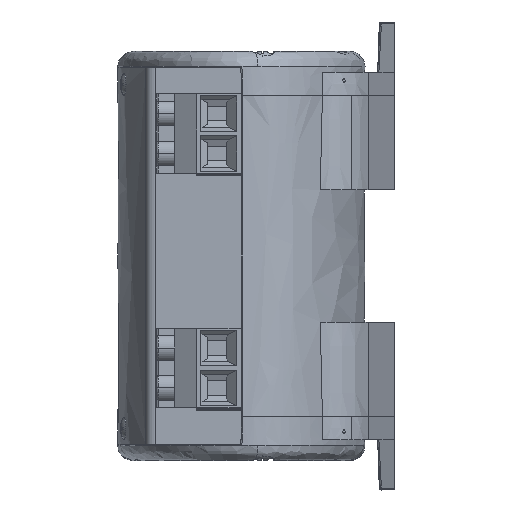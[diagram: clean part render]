
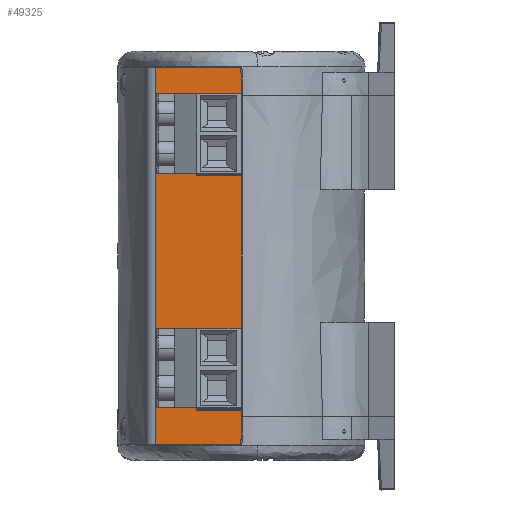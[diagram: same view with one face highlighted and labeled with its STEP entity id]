
A CAD part, left-side view. The second image highlights one B-rep face of the part: STEP entity #49325.
In plain terms, the highlighted planar face has unit normal (-1, 0.026, 0).
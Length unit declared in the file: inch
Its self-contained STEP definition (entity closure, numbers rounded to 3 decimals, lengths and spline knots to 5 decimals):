
#828 = LINE ( 'NONE', #95475, #99892 ) ;
#1172 = ORIENTED_EDGE ( 'NONE', *, *, #22703, .F. ) ;
#12711 = CARTESIAN_POINT ( 'NONE',  ( -1.46517, -0.05384, 1.77126 ) ) ;
#17447 = VERTEX_POINT ( 'NONE', #110400 ) ;
#22703 = EDGE_CURVE ( 'NONE', #68918, #109341, #61516, .T. ) ;
#26885 = VECTOR ( 'NONE', #72276, 39.37008 ) ;
#28554 = EDGE_CURVE ( 'NONE', #51244, #68918, #828, .T. ) ;
#31785 = LINE ( 'NONE', #12711, #113540 ) ;
#33749 = PLANE ( 'NONE',  #106784 ) ;
#34977 = CARTESIAN_POINT ( 'NONE',  ( -1.46517, -0.05384, -1.77126 ) ) ;
#35607 = FACE_OUTER_BOUND ( 'NONE', #70665, .T. ) ;
#40559 = ORIENTED_EDGE ( 'NONE', *, *, #106166, .T. ) ;
#40876 = VECTOR ( 'NONE', #77265, 39.37008 ) ;
#43580 = ORIENTED_EDGE ( 'NONE', *, *, #104164, .T. ) ;
#49325 = ADVANCED_FACE ( 'NONE', ( #35607 ), #33749, .F. ) ;
#51244 = VERTEX_POINT ( 'NONE', #85831 ) ;
#51423 = DIRECTION ( 'NONE',  ( 0.026, 1., 0. ) ) ;
#61516 = LINE ( 'NONE', #109779, #26885 ) ;
#62665 = CARTESIAN_POINT ( 'NONE',  ( -1.46517, -0.05384, -1.77126 ) ) ;
#63536 = DIRECTION ( 'NONE',  ( 0., 0., -1. ) ) ;
#68918 = VERTEX_POINT ( 'NONE', #62665 ) ;
#70665 = EDGE_LOOP ( 'NONE', ( #1172, #85504, #40559, #43580 ) ) ;
#72276 = DIRECTION ( 'NONE',  ( 0.026, 1., 0. ) ) ;
#77013 = CARTESIAN_POINT ( 'NONE',  ( -1.44256, 0.80968, -1.77126 ) ) ;
#77265 = DIRECTION ( 'NONE',  ( 0., 0., -1. ) ) ;
#80172 = DIRECTION ( 'NONE',  ( 0., 0., -1. ) ) ;
#84455 = DIRECTION ( 'NONE',  ( 1., -0.026, 0. ) ) ;
#85504 = ORIENTED_EDGE ( 'NONE', *, *, #28554, .F. ) ;
#85831 = CARTESIAN_POINT ( 'NONE',  ( -1.46517, -0.05384, 1.77126 ) ) ;
#86841 = LINE ( 'NONE', #88707, #40876 ) ;
#88707 = CARTESIAN_POINT ( 'NONE',  ( -1.44256, 0.80968, 0. ) ) ;
#95475 = CARTESIAN_POINT ( 'NONE',  ( -1.46517, -0.05384, 0. ) ) ;
#99892 = VECTOR ( 'NONE', #80172, 39.37008 ) ;
#104164 = EDGE_CURVE ( 'NONE', #17447, #109341, #86841, .T. ) ;
#106166 = EDGE_CURVE ( 'NONE', #51244, #17447, #31785, .T. ) ;
#106784 = AXIS2_PLACEMENT_3D ( 'NONE', #34977, #84455, #63536 ) ;
#109341 = VERTEX_POINT ( 'NONE', #77013 ) ;
#109779 = CARTESIAN_POINT ( 'NONE',  ( -1.46517, -0.05384, -1.77126 ) ) ;
#110400 = CARTESIAN_POINT ( 'NONE',  ( -1.44256, 0.80968, 1.77126 ) ) ;
#113540 = VECTOR ( 'NONE', #51423, 39.37008 ) ;
